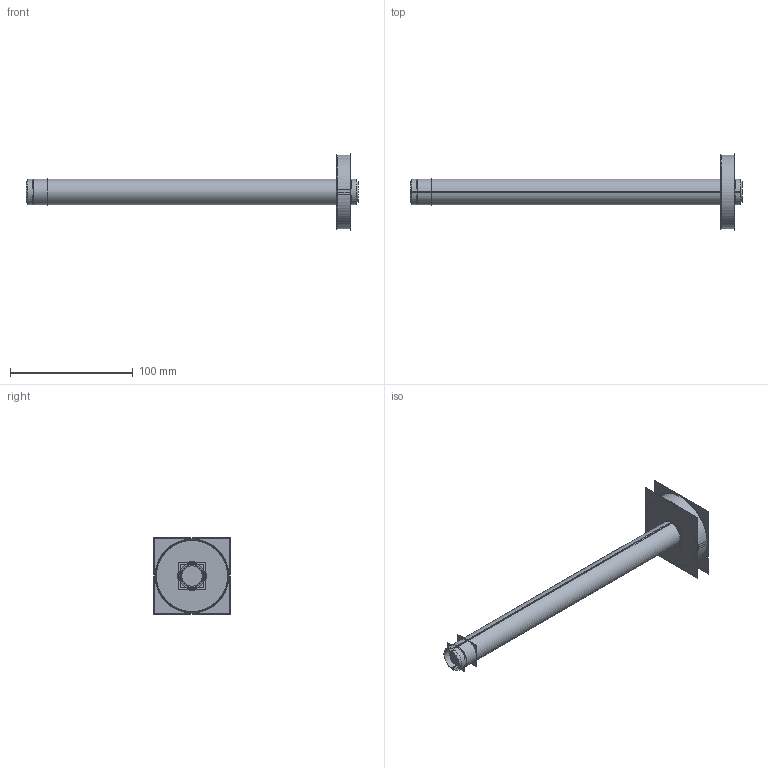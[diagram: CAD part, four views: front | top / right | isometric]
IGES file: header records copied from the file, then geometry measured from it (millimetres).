
Start section:  PTC IGES file: FFAS9908-000440BF0.igs
Global section: file name: FFAS9908-000440BF0.igs; native system: Creo Parametric by PTC Inc.; preprocessor: 2022162; author: 10114295; organization: Unknown; date: 20230512.133654; units: millimetre
Bounding box: 270.4 x 62.4 x 62.4 mm (x, y, z)
Volume: 33178 mm3; surface area: 182173.8 mm2
Topology: 3 solids, 5 shells, 106 faces, 520 edges, 674 vertices
Faces by surface type: revolution 88, bspline 18
